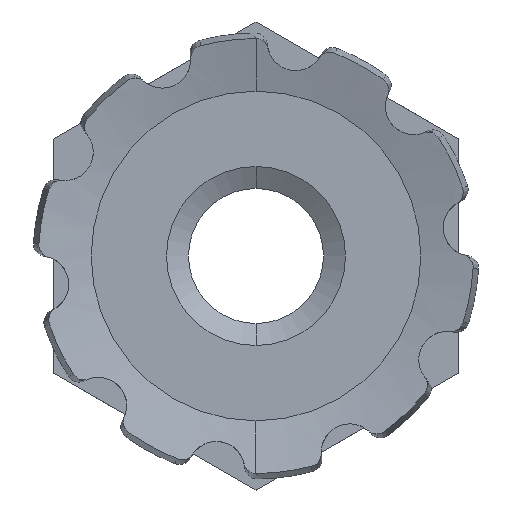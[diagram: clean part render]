
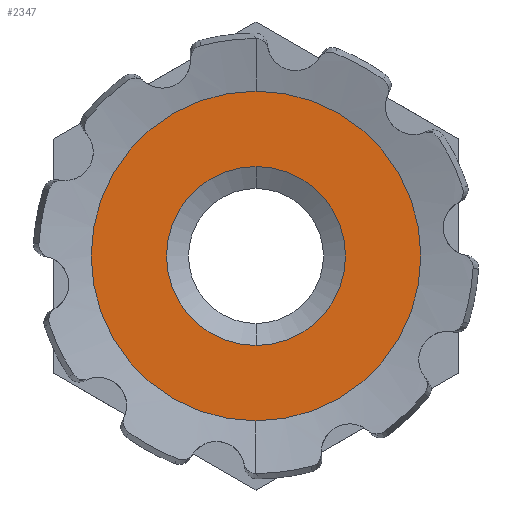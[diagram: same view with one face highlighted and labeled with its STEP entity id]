
A CAD part, front view. The second image highlights one B-rep face of the part: STEP entity #2347.
In plain terms, the highlighted planar face has unit normal (0, -1, 0).
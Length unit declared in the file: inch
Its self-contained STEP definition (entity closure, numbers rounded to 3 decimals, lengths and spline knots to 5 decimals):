
#103 = ORIENTED_EDGE ( 'NONE', *, *, #1604, .T. ) ;
#194 = CARTESIAN_POINT ( 'NONE',  ( 0., -0.07508, 0. ) ) ;
#219 = DIRECTION ( 'NONE',  ( 0., 0., 1. ) ) ;
#288 = AXIS2_PLACEMENT_3D ( 'NONE', #194, #2166, #219 ) ;
#361 = AXIS2_PLACEMENT_3D ( 'NONE', #1988, #3150, #2000 ) ;
#432 = CARTESIAN_POINT ( 'NONE',  ( 0., -0.07508, -0.069 ) ) ;
#516 = PLANE ( 'NONE',  #1336 ) ;
#557 = DIRECTION ( 'NONE',  ( 0., 0., 1. ) ) ;
#737 = AXIS2_PLACEMENT_3D ( 'NONE', #2423, #2953, #769 ) ;
#769 = DIRECTION ( 'NONE',  ( 0., 0., 1. ) ) ;
#876 = DIRECTION ( 'NONE',  ( 0., 1., 0. ) ) ;
#946 = EDGE_CURVE ( 'NONE', #3026, #951, #2270, .T. ) ;
#951 = VERTEX_POINT ( 'NONE', #1557 ) ;
#980 = ORIENTED_EDGE ( 'NONE', *, *, #2407, .F. ) ;
#1102 = ORIENTED_EDGE ( 'NONE', *, *, #2932, .F. ) ;
#1267 = VERTEX_POINT ( 'NONE', #3009 ) ;
#1336 = AXIS2_PLACEMENT_3D ( 'NONE', #2750, #2436, #557 ) ;
#1557 = CARTESIAN_POINT ( 'NONE',  ( 0., -0.07508, 0.069 ) ) ;
#1604 = EDGE_CURVE ( 'NONE', #951, #3026, #2403, .T. ) ;
#1647 = CIRCLE ( 'NONE', #3167, 0.12712 ) ;
#1683 = VERTEX_POINT ( 'NONE', #3237 ) ;
#1931 = DIRECTION ( 'NONE',  ( 0., 0., 1. ) ) ;
#1988 = CARTESIAN_POINT ( 'NONE',  ( 0., -0.07508, 0. ) ) ;
#2000 = DIRECTION ( 'NONE',  ( 0., 0., 1. ) ) ;
#2067 = FACE_BOUND ( 'NONE', #2320, .T. ) ;
#2166 = DIRECTION ( 'NONE',  ( 0., 1., 0. ) ) ;
#2233 = CARTESIAN_POINT ( 'NONE',  ( 0., -0.07508, 0. ) ) ;
#2270 = CIRCLE ( 'NONE', #288, 0.069 ) ;
#2320 = EDGE_LOOP ( 'NONE', ( #103, #2739 ) ) ;
#2347 = ADVANCED_FACE ( 'NONE', ( #2518, #2067 ), #516, .F. ) ;
#2398 = EDGE_LOOP ( 'NONE', ( #980, #1102 ) ) ;
#2403 = CIRCLE ( 'NONE', #737, 0.069 ) ;
#2407 = EDGE_CURVE ( 'NONE', #1267, #1683, #2784, .T. ) ;
#2423 = CARTESIAN_POINT ( 'NONE',  ( 0., -0.07508, 0. ) ) ;
#2436 = DIRECTION ( 'NONE',  ( 0., 1., 0. ) ) ;
#2518 = FACE_OUTER_BOUND ( 'NONE', #2398, .T. ) ;
#2739 = ORIENTED_EDGE ( 'NONE', *, *, #946, .T. ) ;
#2750 = CARTESIAN_POINT ( 'NONE',  ( 0., -0.07508, -0.12712 ) ) ;
#2784 = CIRCLE ( 'NONE', #361, 0.12712 ) ;
#2932 = EDGE_CURVE ( 'NONE', #1683, #1267, #1647, .T. ) ;
#2953 = DIRECTION ( 'NONE',  ( 0., 1., 0. ) ) ;
#3009 = CARTESIAN_POINT ( 'NONE',  ( 0., -0.07508, -0.12712 ) ) ;
#3026 = VERTEX_POINT ( 'NONE', #432 ) ;
#3150 = DIRECTION ( 'NONE',  ( 0., 1., 0. ) ) ;
#3167 = AXIS2_PLACEMENT_3D ( 'NONE', #2233, #876, #1931 ) ;
#3237 = CARTESIAN_POINT ( 'NONE',  ( 0., -0.07508, 0.12712 ) ) ;
